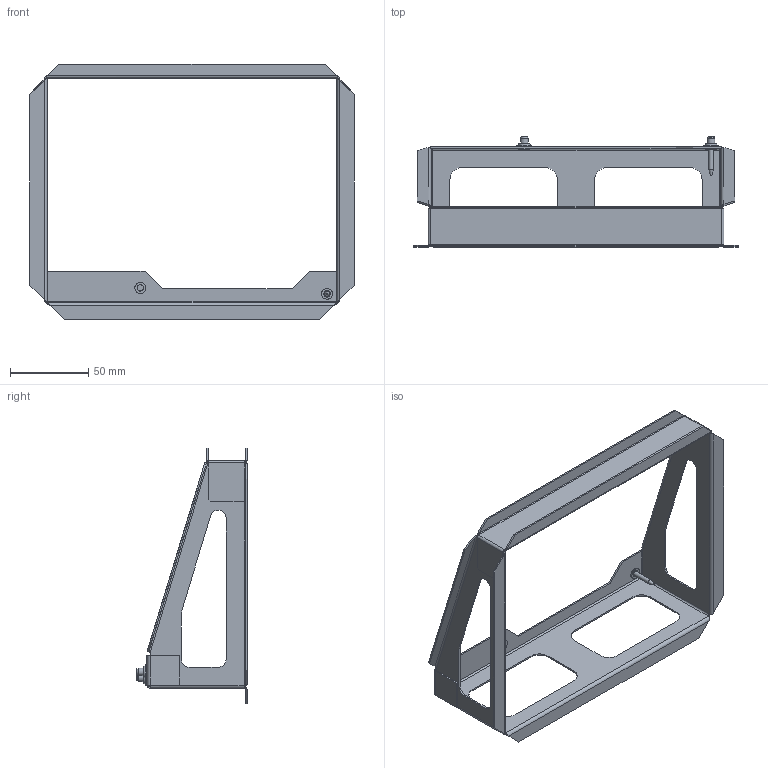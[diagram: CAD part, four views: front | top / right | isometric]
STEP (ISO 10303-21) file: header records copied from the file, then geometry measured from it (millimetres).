
FILE_DESCRIPTION(/* description */ ('Alibre Inc.'),/* implementation_level */ '2;1');
FILE_NAME(/* name */ 'export0',/* time_stamp */ '2013-05-02T21:47:13+02:00',/* author */ (''),/* organization */ (''),/* preprocessor_version */ 'ST-DEVELOPER v10',/* originating_system */ 'Alibre',/* authorisation */ '');
FILE_SCHEMA (('AUTOMOTIVE_DESIGN'));
Length unit declared in the file: centimetre
Bounding box: 207 x 70.5 x 163.5 mm (x, y, z)
Volume: 34384.3 mm3; surface area: 71446.2 mm2
Topology: 7 solids, 7 shells, 212 faces, 495 edges, 305 vertices
Faces by surface type: plane 138, cylinder 59, torus 10, cone 5
Full cylindrical faces by diameter (mm): 3 x1, 4 x2, 4.9 x4, 5 x2, 5.3 x2, 7 x2, 9.5 x2
Entity records: 5435 total; most frequent: CARTESIAN_POINT 928, ORIENTED_EDGE 890, DIRECTION 842, EDGE_CURVE 445, AXIS2_PLACEMENT_3D 339, VECTOR 294, LINE 294, VERTEX_POINT 283
